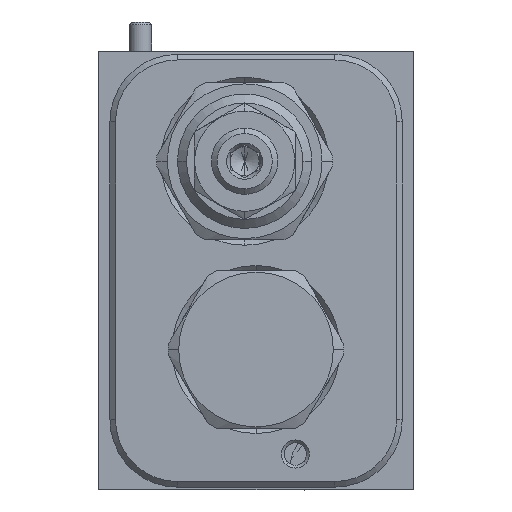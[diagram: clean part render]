
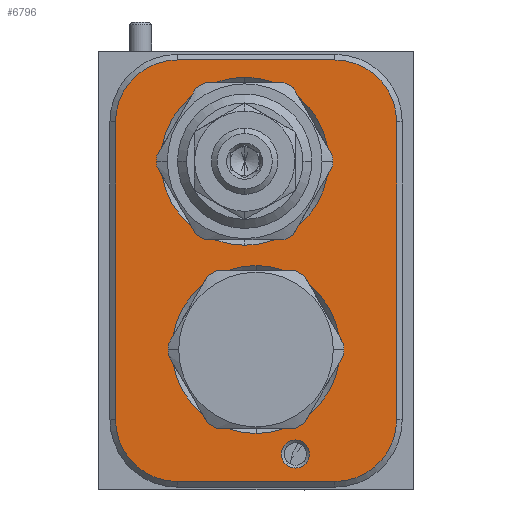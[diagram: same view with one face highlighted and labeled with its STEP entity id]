
A CAD part, front view. The second image highlights one B-rep face of the part: STEP entity #6796.
In plain terms, the highlighted planar face has unit normal (0, -1, 0).
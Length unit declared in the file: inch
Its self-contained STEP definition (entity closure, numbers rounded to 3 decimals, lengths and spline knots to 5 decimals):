
#917=CARTESIAN_POINT('',(1.313,-5.188,2.047));
#918=DIRECTION('',(0.,1.,0.));
#919=DIRECTION('',(0.,0.,1.));
#920=AXIS2_PLACEMENT_3D('',#917,#918,#919);
#931=CARTESIAN_POINT('',(1.094,-5.188,0.2));
#932=DIRECTION('',(0.,1.,0.));
#933=DIRECTION('',(-0.643,0.,-0.766));
#934=AXIS2_PLACEMENT_3D('',#931,#932,#933);
#936=CARTESIAN_POINT('',(1.094,-5.188,0.2));
#937=DIRECTION('',(0.,1.,0.));
#938=DIRECTION('',(0.643,0.,0.766));
#939=AXIS2_PLACEMENT_3D('',#936,#937,#938);
#941=CARTESIAN_POINT('',(0.875,-5.188,0.781));
#942=DIRECTION('',(0.,1.,0.));
#943=DIRECTION('',(0.,0.,-1.));
#944=AXIS2_PLACEMENT_3D('',#941,#942,#943);
#946=CARTESIAN_POINT('',(0.875,-5.188,0.781));
#947=DIRECTION('',(0.,1.,0.));
#948=DIRECTION('',(0.,0.,1.));
#949=AXIS2_PLACEMENT_3D('',#946,#947,#948);
#951=CARTESIAN_POINT('',(0.812,-5.188,1.828));
#952=DIRECTION('',(0.,1.,0.));
#953=DIRECTION('',(0.,0.,-1.));
#954=AXIS2_PLACEMENT_3D('',#951,#952,#953);
#956=CARTESIAN_POINT('',(0.812,-5.188,1.828));
#957=DIRECTION('',(0.,1.,0.));
#958=DIRECTION('',(0.,0.,1.));
#959=AXIS2_PLACEMENT_3D('',#956,#957,#958);
#5394=DIRECTION('',(0.,0.,-1.));
#5395=VECTOR('',#5394,1.656);
#5396=CARTESIAN_POINT('',(1.657,-5.188,2.047));
#5397=LINE('',#5396,#5395);
#5414=CARTESIAN_POINT('',(1.313,-5.188,0.391));
#5415=DIRECTION('',(0.,1.,0.));
#5416=DIRECTION('',(1.,0.,0.));
#5417=AXIS2_PLACEMENT_3D('',#5414,#5415,#5416);
#5432=DIRECTION('',(-1.,0.,0.));
#5433=VECTOR('',#5432,0.875);
#5434=CARTESIAN_POINT('',(1.313,-5.188,0.047));
#5435=LINE('',#5434,#5433);
#5448=CARTESIAN_POINT('',(0.438,-5.188,0.391));
#5449=DIRECTION('',(0.,1.,0.));
#5450=DIRECTION('',(0.,0.,-1.));
#5451=AXIS2_PLACEMENT_3D('',#5448,#5449,#5450);
#5462=DIRECTION('',(0.,0.,1.));
#5463=VECTOR('',#5462,1.656);
#5464=CARTESIAN_POINT('',(0.094,-5.188,0.391));
#5465=LINE('',#5464,#5463);
#5482=CARTESIAN_POINT('',(0.438,-5.188,2.047));
#5483=DIRECTION('',(0.,1.,0.));
#5484=DIRECTION('',(-1.,0.,0.));
#5485=AXIS2_PLACEMENT_3D('',#5482,#5483,#5484);
#5496=DIRECTION('',(1.,0.,0.));
#5497=VECTOR('',#5496,0.875);
#5498=CARTESIAN_POINT('',(0.438,-5.188,2.391));
#5499=LINE('',#5498,#5497);
#6170=CARTESIAN_POINT('',(1.04386,-5.188,
0.14025));
#6171=CARTESIAN_POINT('',(1.14414,-5.188,
0.25975));
#6172=VERTEX_POINT('',#6170);
#6173=VERTEX_POINT('',#6171);
#6216=CARTESIAN_POINT('',(0.875,-5.188,1.248));
#6217=VERTEX_POINT('',#6216);
#6228=CARTESIAN_POINT('',(0.875,-5.188,0.314));
#6229=VERTEX_POINT('',#6228);
#6272=CARTESIAN_POINT('',(0.812,-5.188,
2.295));
#6273=VERTEX_POINT('',#6272);
#6282=CARTESIAN_POINT('',(0.812,-5.188,
1.361));
#6283=VERTEX_POINT('',#6282);
#6329=CARTESIAN_POINT('',(1.313,-5.188,0.047));
#6330=CARTESIAN_POINT('',(0.438,-5.188,0.047));
#6331=VERTEX_POINT('',#6329);
#6332=VERTEX_POINT('',#6330);
#6337=CARTESIAN_POINT('',(0.094,-5.188,0.391));
#6338=VERTEX_POINT('',#6337);
#6341=CARTESIAN_POINT('',(0.094,-5.188,2.047));
#6342=VERTEX_POINT('',#6341);
#6345=CARTESIAN_POINT('',(0.438,-5.188,2.391));
#6346=VERTEX_POINT('',#6345);
#6349=CARTESIAN_POINT('',(1.313,-5.188,2.391));
#6350=VERTEX_POINT('',#6349);
#6353=CARTESIAN_POINT('',(1.657,-5.188,2.047));
#6354=VERTEX_POINT('',#6353);
#6357=CARTESIAN_POINT('',(1.657,-5.188,0.391));
#6358=VERTEX_POINT('',#6357);
#6756=CARTESIAN_POINT('',(0.,-5.188,0.));
#6757=DIRECTION('',(0.,-1.,0.));
#6758=DIRECTION('',(1.,0.,0.));
#6759=AXIS2_PLACEMENT_3D('',#6756,#6757,#6758);
#6760=PLANE('',#6759);
#6761=ORIENTED_EDGE('',*,*,#6746,.T.);
#6763=ORIENTED_EDGE('',*,*,#6762,.T.);
#6765=ORIENTED_EDGE('',*,*,#6764,.T.);
#6767=ORIENTED_EDGE('',*,*,#6766,.T.);
#6769=ORIENTED_EDGE('',*,*,#6768,.T.);
#6771=ORIENTED_EDGE('',*,*,#6770,.T.);
#6773=ORIENTED_EDGE('',*,*,#6772,.T.);
#6775=ORIENTED_EDGE('',*,*,#6774,.T.);
#6776=EDGE_LOOP('',(#6761,#6763,#6765,#6767,#6769,#6771,#6773,#6775));
#6777=FACE_OUTER_BOUND('',#6776,.F.);
#6779=ORIENTED_EDGE('',*,*,#6778,.F.);
#6781=ORIENTED_EDGE('',*,*,#6780,.F.);
#6782=EDGE_LOOP('',(#6779,#6781));
#6783=FACE_BOUND('',#6782,.F.);
#6785=ORIENTED_EDGE('',*,*,#6784,.F.);
#6787=ORIENTED_EDGE('',*,*,#6786,.F.);
#6788=EDGE_LOOP('',(#6785,#6787));
#6789=FACE_BOUND('',#6788,.F.);
#6791=ORIENTED_EDGE('',*,*,#6790,.F.);
#6793=ORIENTED_EDGE('',*,*,#6792,.F.);
#6794=EDGE_LOOP('',(#6791,#6793));
#6795=FACE_BOUND('',#6794,.F.);
#6796=ADVANCED_FACE('',(#6777,#6783,#6789,#6795),#6760,.T.);
#921=CIRCLE('',#920,0.344);
#935=CIRCLE('',#934,0.078);
#940=CIRCLE('',#939,0.078);
#945=CIRCLE('',#944,0.467);
#950=CIRCLE('',#949,0.467);
#955=CIRCLE('',#954,0.467);
#960=CIRCLE('',#959,0.467);
#5418=CIRCLE('',#5417,0.344);
#5452=CIRCLE('',#5451,0.344);
#5486=CIRCLE('',#5485,0.344);
#6746=EDGE_CURVE('',#6350,#6354,#921,.T.);
#6762=EDGE_CURVE('',#6354,#6358,#5397,.T.);
#6764=EDGE_CURVE('',#6358,#6331,#5418,.T.);
#6766=EDGE_CURVE('',#6331,#6332,#5435,.T.);
#6768=EDGE_CURVE('',#6332,#6338,#5452,.T.);
#6770=EDGE_CURVE('',#6338,#6342,#5465,.T.);
#6772=EDGE_CURVE('',#6342,#6346,#5486,.T.);
#6774=EDGE_CURVE('',#6346,#6350,#5499,.T.);
#6778=EDGE_CURVE('',#6229,#6217,#945,.T.);
#6780=EDGE_CURVE('',#6217,#6229,#950,.T.);
#6784=EDGE_CURVE('',#6283,#6273,#955,.T.);
#6786=EDGE_CURVE('',#6273,#6283,#960,.T.);
#6790=EDGE_CURVE('',#6172,#6173,#935,.T.);
#6792=EDGE_CURVE('',#6173,#6172,#940,.T.);
